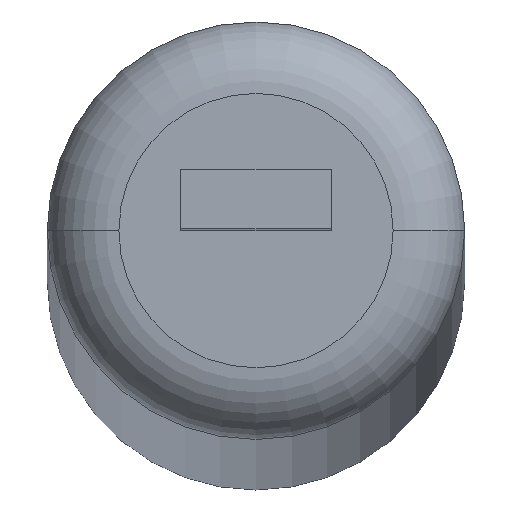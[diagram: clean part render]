
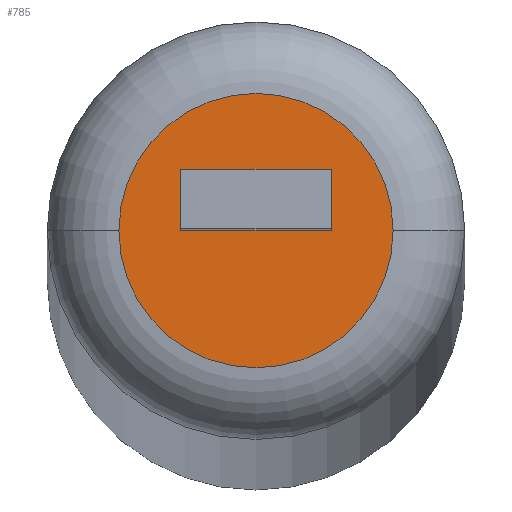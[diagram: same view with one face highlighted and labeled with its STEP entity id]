
A CAD part, top view. The second image highlights one B-rep face of the part: STEP entity #785.
In plain terms, the highlighted planar face has unit normal (0, 0, 1).
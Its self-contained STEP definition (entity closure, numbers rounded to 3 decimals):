
#17 = PLANE ( 'NONE',  #132 ) ;
#39 = ORIENTED_EDGE ( 'NONE', *, *, #1036, .T. ) ;
#115 = CARTESIAN_POINT ( 'NONE',  ( 0., 0.25, 122. ) ) ;
#117 = FACE_BOUND ( 'NONE', #604, .T. ) ;
#132 = AXIS2_PLACEMENT_3D ( 'NONE', #585, #210, #312 ) ;
#167 = ORIENTED_EDGE ( 'NONE', *, *, #1068, .F. ) ;
#176 = VERTEX_POINT ( 'NONE', #1226 ) ;
#184 = DIRECTION ( 'NONE',  ( 1., 0., 0. ) ) ;
#198 = VECTOR ( 'NONE', #864, 1000. ) ;
#204 = CARTESIAN_POINT ( 'NONE',  ( 0., 0., 122. ) ) ;
#210 = DIRECTION ( 'NONE',  ( 0., 0., 1. ) ) ;
#250 = VECTOR ( 'NONE', #904, 1000. ) ;
#265 = VERTEX_POINT ( 'NONE', #958 ) ;
#266 = EDGE_CURVE ( 'NONE', #750, #374, #774, .T. ) ;
#267 = CARTESIAN_POINT ( 'NONE',  ( 0.315, 0.25, 122. ) ) ;
#303 = ORIENTED_EDGE ( 'NONE', *, *, #266, .T. ) ;
#312 = DIRECTION ( 'NONE',  ( 1., 0., 0. ) ) ;
#324 = FACE_OUTER_BOUND ( 'NONE', #1151, .T. ) ;
#374 = VERTEX_POINT ( 'NONE', #950 ) ;
#419 = DIRECTION ( 'NONE',  ( 0., -1., 0. ) ) ;
#440 = AXIS2_PLACEMENT_3D ( 'NONE', #513, #811, #691 ) ;
#475 = DIRECTION ( 'NONE',  ( -1., 0., 0. ) ) ;
#513 = CARTESIAN_POINT ( 'NONE',  ( 0., 0., 122. ) ) ;
#529 = EDGE_CURVE ( 'NONE', #771, #265, #697, .T. ) ;
#585 = CARTESIAN_POINT ( 'NONE',  ( 0., 0., 122. ) ) ;
#604 = EDGE_LOOP ( 'NONE', ( #167, #1037, #303, #778 ) ) ;
#608 = CARTESIAN_POINT ( 'NONE',  ( -0.315, 0., 122. ) ) ;
#653 = VERTEX_POINT ( 'NONE', #267 ) ;
#655 = CARTESIAN_POINT ( 'NONE',  ( 0., 0., 122. ) ) ;
#667 = ORIENTED_EDGE ( 'NONE', *, *, #529, .T. ) ;
#675 = LINE ( 'NONE', #872, #1223 ) ;
#684 = EDGE_CURVE ( 'NONE', #374, #176, #794, .T. ) ;
#691 = DIRECTION ( 'NONE',  ( 1., 0., 0. ) ) ;
#697 = CIRCLE ( 'NONE', #440, 0.575 ) ;
#729 = CIRCLE ( 'NONE', #1107, 0.575 ) ;
#744 = EDGE_CURVE ( 'NONE', #653, #750, #675, .T. ) ;
#750 = VERTEX_POINT ( 'NONE', #1186 ) ;
#771 = VERTEX_POINT ( 'NONE', #1172 ) ;
#774 = LINE ( 'NONE', #204, #198 ) ;
#778 = ORIENTED_EDGE ( 'NONE', *, *, #684, .T. ) ;
#785 = ADVANCED_FACE ( 'NONE', ( #324, #117 ), #17, .T. ) ;
#794 = LINE ( 'NONE', #608, #250 ) ;
#811 = DIRECTION ( 'NONE',  ( 0., 0., 1. ) ) ;
#864 = DIRECTION ( 'NONE',  ( -1., 0., 0. ) ) ;
#872 = CARTESIAN_POINT ( 'NONE',  ( 0.315, 0., 122. ) ) ;
#904 = DIRECTION ( 'NONE',  ( 0., 1., 0. ) ) ;
#950 = CARTESIAN_POINT ( 'NONE',  ( -0.315, 0., 122. ) ) ;
#955 = LINE ( 'NONE', #115, #1016 ) ;
#958 = CARTESIAN_POINT ( 'NONE',  ( -0.575, 0., 122. ) ) ;
#1016 = VECTOR ( 'NONE', #475, 1000. ) ;
#1036 = EDGE_CURVE ( 'NONE', #265, #771, #729, .T. ) ;
#1037 = ORIENTED_EDGE ( 'NONE', *, *, #744, .T. ) ;
#1051 = DIRECTION ( 'NONE',  ( 0., 0., 1. ) ) ;
#1068 = EDGE_CURVE ( 'NONE', #653, #176, #955, .T. ) ;
#1107 = AXIS2_PLACEMENT_3D ( 'NONE', #655, #1051, #184 ) ;
#1151 = EDGE_LOOP ( 'NONE', ( #667, #39 ) ) ;
#1172 = CARTESIAN_POINT ( 'NONE',  ( 0.575, 0., 122. ) ) ;
#1186 = CARTESIAN_POINT ( 'NONE',  ( 0.315, 0., 122. ) ) ;
#1223 = VECTOR ( 'NONE', #419, 1000. ) ;
#1226 = CARTESIAN_POINT ( 'NONE',  ( -0.315, 0.25, 122. ) ) ;
